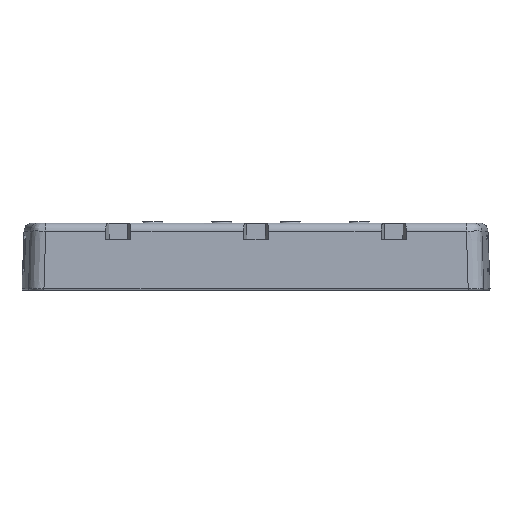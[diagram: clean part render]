
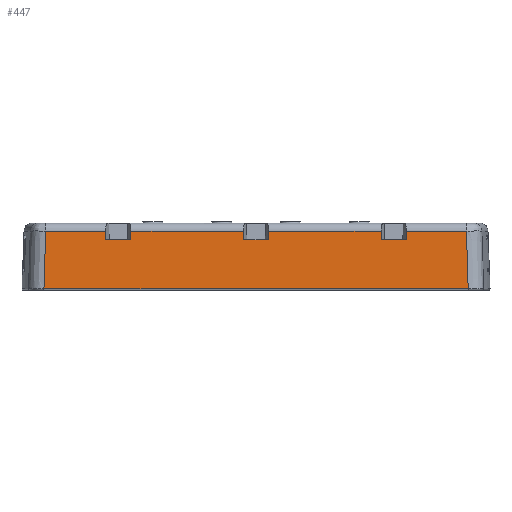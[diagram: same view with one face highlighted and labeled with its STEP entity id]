
A CAD part, front view. The second image highlights one B-rep face of the part: STEP entity #447.
In plain terms, the highlighted planar face has unit normal (0, -0.999, 0.035).
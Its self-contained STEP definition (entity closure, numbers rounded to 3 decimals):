
#447=ADVANCED_FACE('',(#986),#768,.T.);
#768=PLANE('',#6321);
#986=FACE_OUTER_BOUND('',#1339,.T.);
#1339=EDGE_LOOP('',(#3194,#3195,#3196,#3197,#3198,#3199,#3200,#3201,#3202,
#3203,#3204,#3205,#3206,#3207,#3208,#3209));
#1962=LINE('',#9643,#2382);
#1966=LINE('',#9652,#2386);
#1970=LINE('',#9661,#2390);
#1974=LINE('',#9679,#2394);
#1975=LINE('',#9689,#2395);
#1976=LINE('',#9691,#2396);
#1977=LINE('',#9692,#2397);
#1978=LINE('',#9694,#2398);
#1979=LINE('',#9696,#2399);
#1980=LINE('',#9697,#2400);
#1981=LINE('',#9699,#2401);
#1982=LINE('',#9701,#2402);
#1983=LINE('',#9702,#2403);
#1984=LINE('',#9704,#2404);
#2382=VECTOR('',#7106,1.);
#2386=VECTOR('',#7112,1.);
#2390=VECTOR('',#7118,1.);
#2394=VECTOR('',#7124,1.);
#2395=VECTOR('',#7125,1.);
#2396=VECTOR('',#7126,1.);
#2397=VECTOR('',#7127,1.);
#2398=VECTOR('',#7128,1.);
#2399=VECTOR('',#7129,1.);
#2400=VECTOR('',#7130,1.);
#2401=VECTOR('',#7131,1.);
#2402=VECTOR('',#7132,1.);
#2403=VECTOR('',#7133,1.);
#2404=VECTOR('',#7134,1.);
#3194=ORIENTED_EDGE('',*,*,#5358,.T.);
#3195=ORIENTED_EDGE('',*,*,#5359,.T.);
#3196=ORIENTED_EDGE('',*,*,#5360,.T.);
#3197=ORIENTED_EDGE('',*,*,#5361,.T.);
#3198=ORIENTED_EDGE('',*,*,#5362,.F.);
#3199=ORIENTED_EDGE('',*,*,#5346,.T.);
#3200=ORIENTED_EDGE('',*,*,#5363,.F.);
#3201=ORIENTED_EDGE('',*,*,#5364,.T.);
#3202=ORIENTED_EDGE('',*,*,#5365,.T.);
#3203=ORIENTED_EDGE('',*,*,#5350,.F.);
#3204=ORIENTED_EDGE('',*,*,#5366,.T.);
#3205=ORIENTED_EDGE('',*,*,#5367,.T.);
#3206=ORIENTED_EDGE('',*,*,#5368,.T.);
#3207=ORIENTED_EDGE('',*,*,#5354,.F.);
#3208=ORIENTED_EDGE('',*,*,#5369,.T.);
#3209=ORIENTED_EDGE('',*,*,#5370,.T.);
#4674=VERTEX_POINT('',#9644);
#4675=VERTEX_POINT('',#9645);
#4678=VERTEX_POINT('',#9653);
#4679=VERTEX_POINT('',#9654);
#4682=VERTEX_POINT('',#9662);
#4683=VERTEX_POINT('',#9663);
#4686=VERTEX_POINT('',#9677);
#4687=VERTEX_POINT('',#9678);
#4688=VERTEX_POINT('',#9680);
#4689=VERTEX_POINT('',#9688);
#4690=VERTEX_POINT('',#9690);
#4691=VERTEX_POINT('',#9693);
#4692=VERTEX_POINT('',#9695);
#4693=VERTEX_POINT('',#9698);
#4694=VERTEX_POINT('',#9700);
#4695=VERTEX_POINT('',#9703);
#5346=EDGE_CURVE('',#4674,#4675,#1962,.T.);
#5350=EDGE_CURVE('',#4678,#4679,#1966,.T.);
#5354=EDGE_CURVE('',#4682,#4683,#1970,.T.);
#5358=EDGE_CURVE('',#4686,#4687,#5991,.T.);
#5359=EDGE_CURVE('',#4687,#4688,#1974,.T.);
#5360=EDGE_CURVE('',#4688,#4689,#5992,.T.);
#5361=EDGE_CURVE('',#4689,#4690,#1975,.T.);
#5362=EDGE_CURVE('',#4674,#4690,#1976,.T.);
#5363=EDGE_CURVE('',#4691,#4675,#1977,.T.);
#5364=EDGE_CURVE('',#4691,#4692,#1978,.T.);
#5365=EDGE_CURVE('',#4692,#4679,#1979,.T.);
#5366=EDGE_CURVE('',#4678,#4693,#1980,.T.);
#5367=EDGE_CURVE('',#4693,#4694,#1981,.T.);
#5368=EDGE_CURVE('',#4694,#4683,#1982,.T.);
#5369=EDGE_CURVE('',#4682,#4695,#1983,.T.);
#5370=EDGE_CURVE('',#4695,#4686,#1984,.T.);
#5991=B_SPLINE_CURVE_WITH_KNOTS('',3,(#9670,#9671,#9672,#9673,#9674,#9675,
#9676),.UNSPECIFIED.,.F.,.F.,(4,3,4),(0.,0.478,1.),
 .UNSPECIFIED.);
#5992=B_SPLINE_CURVE_WITH_KNOTS('',3,(#9681,#9682,#9683,#9684,#9685,#9686,
#9687),.UNSPECIFIED.,.F.,.F.,(4,3,4),(0.,0.522,1.),
 .UNSPECIFIED.);
#6321=AXIS2_PLACEMENT_3D('',#9705,#7135,#7136);
#7106=DIRECTION('',(-1.,0.,0.));
#7112=DIRECTION('',(1.,0.,0.));
#7118=DIRECTION('',(1.,0.,0.));
#7124=DIRECTION('',(1.,0.,0.));
#7125=DIRECTION('',(-1.,0.,0.));
#7126=DIRECTION('',(0.027,0.035,0.999));
#7127=DIRECTION('',(0.027,-0.035,-0.999));
#7128=DIRECTION('',(-1.,0.,0.));
#7129=DIRECTION('',(-0.027,-0.035,-0.999));
#7130=DIRECTION('',(-0.027,0.035,0.999));
#7131=DIRECTION('',(-1.,0.,0.));
#7132=DIRECTION('',(-0.027,-0.035,-0.999));
#7133=DIRECTION('',(-0.027,0.035,0.999));
#7134=DIRECTION('',(-1.,0.,0.));
#7135=DIRECTION('',(0.,-0.999,0.035));
#7136=DIRECTION('',(0.,-0.035,-0.999));
#9643=CARTESIAN_POINT('',(39.923,-31.42,16.6));
#9644=CARTESIAN_POINT('',(15.287,-31.42,16.6));
#9645=CARTESIAN_POINT('',(7.213,-31.42,16.6));
#9652=CARTESIAN_POINT('',(39.923,-31.42,16.6));
#9653=CARTESIAN_POINT('',(-37.787,-31.42,16.6));
#9654=CARTESIAN_POINT('',(-29.713,-31.42,16.6));
#9661=CARTESIAN_POINT('',(39.923,-31.42,16.6));
#9662=CARTESIAN_POINT('',(-82.787,-31.42,16.6));
#9663=CARTESIAN_POINT('',(-74.713,-31.42,16.6));
#9670=CARTESIAN_POINT('',(-102.491,-31.323,19.394));
#9671=CARTESIAN_POINT('',(-102.581,-31.428,16.389));
#9672=CARTESIAN_POINT('',(-102.671,-31.533,13.383));
#9673=CARTESIAN_POINT('',(-102.761,-31.638,10.377));
#9674=CARTESIAN_POINT('',(-102.859,-31.752,7.091));
#9675=CARTESIAN_POINT('',(-102.958,-31.867,3.804));
#9676=CARTESIAN_POINT('',(-103.056,-31.982,0.517));
#9677=CARTESIAN_POINT('',(-102.491,-31.323,19.394));
#9678=CARTESIAN_POINT('',(-103.056,-31.982,0.517));
#9679=CARTESIAN_POINT('',(39.923,-31.982,0.517));
#9680=CARTESIAN_POINT('',(35.586,-31.982,0.517));
#9681=CARTESIAN_POINT('',(35.586,-31.982,0.517));
#9682=CARTESIAN_POINT('',(35.487,-31.867,3.804));
#9683=CARTESIAN_POINT('',(35.389,-31.752,7.09));
#9684=CARTESIAN_POINT('',(35.29,-31.638,10.376));
#9685=CARTESIAN_POINT('',(35.2,-31.533,13.382));
#9686=CARTESIAN_POINT('',(35.109,-31.428,16.388));
#9687=CARTESIAN_POINT('',(35.019,-31.323,19.394));
#9688=CARTESIAN_POINT('',(35.019,-31.323,19.394));
#9689=CARTESIAN_POINT('',(39.923,-31.323,19.394));
#9690=CARTESIAN_POINT('',(15.362,-31.323,19.394));
#9691=CARTESIAN_POINT('',(14.86,-31.977,0.671));
#9692=CARTESIAN_POINT('',(7.681,-32.03,-0.863));
#9693=CARTESIAN_POINT('',(7.138,-31.323,19.394));
#9694=CARTESIAN_POINT('',(39.923,-31.323,19.394));
#9695=CARTESIAN_POINT('',(-29.638,-31.323,19.394));
#9696=CARTESIAN_POINT('',(-30.108,-31.935,1.874));
#9697=CARTESIAN_POINT('',(-37.287,-32.072,-2.066));
#9698=CARTESIAN_POINT('',(-37.862,-31.323,19.394));
#9699=CARTESIAN_POINT('',(39.923,-31.323,19.394));
#9700=CARTESIAN_POINT('',(-74.638,-31.323,19.394));
#9701=CARTESIAN_POINT('',(-75.075,-31.893,3.078));
#9702=CARTESIAN_POINT('',(-82.255,-32.114,-3.27));
#9703=CARTESIAN_POINT('',(-82.862,-31.323,19.394));
#9704=CARTESIAN_POINT('',(39.923,-31.323,19.394));
#9705=CARTESIAN_POINT('',(39.923,-32.,0.));
